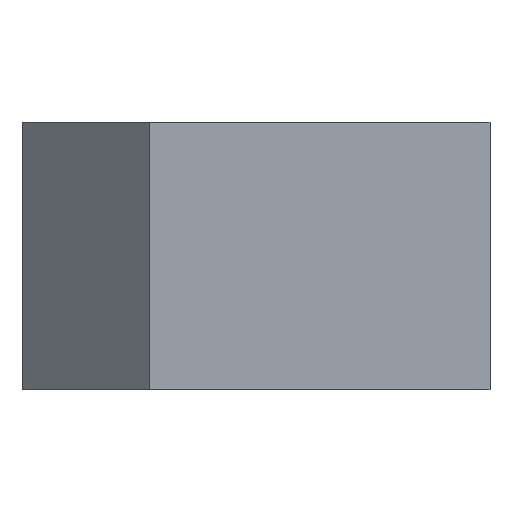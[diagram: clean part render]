
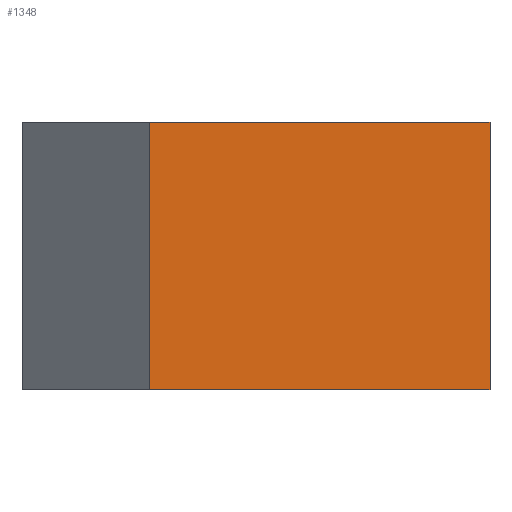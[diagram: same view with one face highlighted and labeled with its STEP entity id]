
A CAD part, left-side view. The second image highlights one B-rep face of the part: STEP entity #1348.
In plain terms, the highlighted planar face has unit normal (-1, 0, 0).
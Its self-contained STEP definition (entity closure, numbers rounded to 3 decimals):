
#50 = VECTOR ( 'NONE', #779, 1000. ) ;
#216 = CARTESIAN_POINT ( 'NONE',  ( -50., 0., -40. ) ) ;
#220 = VERTEX_POINT ( 'NONE', #518 ) ;
#265 = CARTESIAN_POINT ( 'NONE',  ( -50., 51., -40. ) ) ;
#374 = DIRECTION ( 'NONE',  ( 1., 0., 0. ) ) ;
#433 = ORIENTED_EDGE ( 'NONE', *, *, #897, .T. ) ;
#460 = VERTEX_POINT ( 'NONE', #778 ) ;
#477 = LINE ( 'NONE', #1074, #50 ) ;
#486 = EDGE_CURVE ( 'NONE', #220, #1200, #1147, .T. ) ;
#518 = CARTESIAN_POINT ( 'NONE',  ( -50., 0., -40. ) ) ;
#611 = VECTOR ( 'NONE', #1518, 1000. ) ;
#722 = ORIENTED_EDGE ( 'NONE', *, *, #862, .T. ) ;
#769 = CARTESIAN_POINT ( 'NONE',  ( -50., 0., -40. ) ) ;
#778 = CARTESIAN_POINT ( 'NONE',  ( -50., 51., 0. ) ) ;
#779 = DIRECTION ( 'NONE',  ( 0., 1., 0. ) ) ;
#824 = LINE ( 'NONE', #1516, #1214 ) ;
#862 = EDGE_CURVE ( 'NONE', #1489, #460, #477, .T. ) ;
#897 = EDGE_CURVE ( 'NONE', #220, #1489, #824, .T. ) ;
#1074 = CARTESIAN_POINT ( 'NONE',  ( -50., 0., 0. ) ) ;
#1147 = LINE ( 'NONE', #769, #611 ) ;
#1167 = PLANE ( 'NONE',  #1877 ) ;
#1195 = CARTESIAN_POINT ( 'NONE',  ( -50., 0., 0. ) ) ;
#1199 = DIRECTION ( 'NONE',  ( 0., 0., 1. ) ) ;
#1200 = VERTEX_POINT ( 'NONE', #1279 ) ;
#1205 = ORIENTED_EDGE ( 'NONE', *, *, #1572, .F. ) ;
#1214 = VECTOR ( 'NONE', #1199, 1000. ) ;
#1232 = LINE ( 'NONE', #265, #1682 ) ;
#1279 = CARTESIAN_POINT ( 'NONE',  ( -50., 51., -40. ) ) ;
#1345 = ORIENTED_EDGE ( 'NONE', *, *, #486, .F. ) ;
#1348 = ADVANCED_FACE ( 'NONE', ( #2011 ), #1167, .F. ) ;
#1468 = DIRECTION ( 'NONE',  ( 0., 0., -1. ) ) ;
#1489 = VERTEX_POINT ( 'NONE', #1195 ) ;
#1512 = DIRECTION ( 'NONE',  ( 0., 0., 1. ) ) ;
#1516 = CARTESIAN_POINT ( 'NONE',  ( -50., 0., -40. ) ) ;
#1518 = DIRECTION ( 'NONE',  ( 0., 1., 0. ) ) ;
#1572 = EDGE_CURVE ( 'NONE', #1200, #460, #1232, .T. ) ;
#1682 = VECTOR ( 'NONE', #1512, 1000. ) ;
#1849 = EDGE_LOOP ( 'NONE', ( #722, #1205, #1345, #433 ) ) ;
#1877 = AXIS2_PLACEMENT_3D ( 'NONE', #216, #374, #1468 ) ;
#2011 = FACE_OUTER_BOUND ( 'NONE', #1849, .T. ) ;
